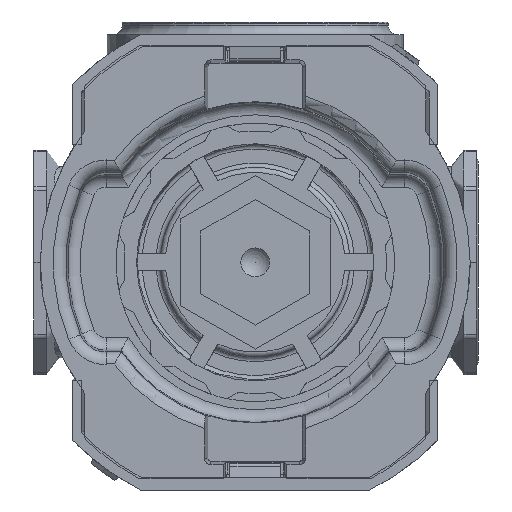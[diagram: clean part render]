
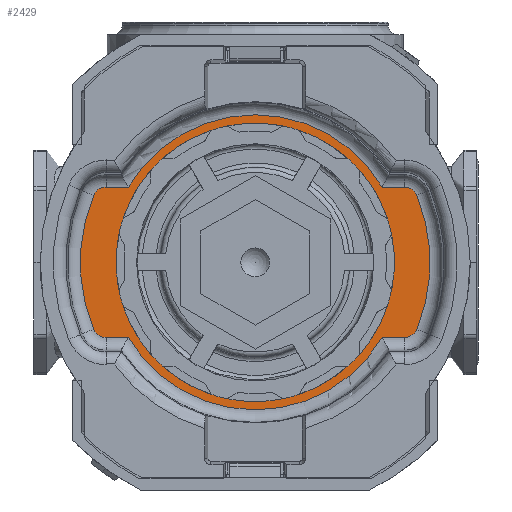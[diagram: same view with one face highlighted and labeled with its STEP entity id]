
A CAD part, front view. The second image highlights one B-rep face of the part: STEP entity #2429.
In plain terms, the highlighted planar face has unit normal (0, -1, 0).
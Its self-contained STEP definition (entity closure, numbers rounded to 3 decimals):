
#2429 = ADVANCED_FACE( '', ( #6547 ), #6548, .T. );
#6547 = FACE_OUTER_BOUND( '', #12668, .T. );
#6548 = PLANE( '', #12669 );
#12668 = EDGE_LOOP( '', ( #19911, #19912, #19913, #19914, #19915, #19916, #19917, #19918, #19919, #19920, #19921, #19922, #19923, #19924, #19925, #19926 ) );
#12669 = AXIS2_PLACEMENT_3D( '', #19927, #19928, #19929 );
#19911 = ORIENTED_EDGE( '', *, *, #37154, .F. );
#19912 = ORIENTED_EDGE( '', *, *, #37155, .T. );
#19913 = ORIENTED_EDGE( '', *, *, #37156, .F. );
#19914 = ORIENTED_EDGE( '', *, *, #37157, .T. );
#19915 = ORIENTED_EDGE( '', *, *, #37158, .T. );
#19916 = ORIENTED_EDGE( '', *, *, #37159, .T. );
#19917 = ORIENTED_EDGE( '', *, *, #37120, .T. );
#19918 = ORIENTED_EDGE( '', *, *, #37160, .F. );
#19919 = ORIENTED_EDGE( '', *, *, #37161, .T. );
#19920 = ORIENTED_EDGE( '', *, *, #36472, .T. );
#19921 = ORIENTED_EDGE( '', *, *, #37162, .T. );
#19922 = ORIENTED_EDGE( '', *, *, #37163, .F. );
#19923 = ORIENTED_EDGE( '', *, *, #37164, .F. );
#19924 = ORIENTED_EDGE( '', *, *, #37165, .F. );
#19925 = ORIENTED_EDGE( '', *, *, #37166, .F. );
#19926 = ORIENTED_EDGE( '', *, *, #37167, .T. );
#19927 = CARTESIAN_POINT( '', ( 0., 12., 0. ) );
#19928 = DIRECTION( '', ( 0., -1., 0. ) );
#19929 = DIRECTION( '', ( 0., 0., -1. ) );
#36472 = EDGE_CURVE( '', #43677, #43675, #43678, .T. );
#37120 = EDGE_CURVE( '', #44824, #44822, #44825, .T. );
#37154 = EDGE_CURVE( '', #44884, #44885, #44886, .T. );
#37155 = EDGE_CURVE( '', #44884, #44887, #44888, .T. );
#37156 = EDGE_CURVE( '', #44889, #44887, #44890, .T. );
#37157 = EDGE_CURVE( '', #44889, #44891, #44892, .T. );
#37158 = EDGE_CURVE( '', #44891, #44893, #44894, .T. );
#37159 = EDGE_CURVE( '', #44893, #44824, #44895, .T. );
#37160 = EDGE_CURVE( '', #44896, #44822, #44897, .T. );
#37161 = EDGE_CURVE( '', #44896, #43677, #44898, .T. );
#37162 = EDGE_CURVE( '', #43675, #44899, #44900, .T. );
#37163 = EDGE_CURVE( '', #44901, #44899, #44902, .T. );
#37164 = EDGE_CURVE( '', #44903, #44901, #44904, .T. );
#37165 = EDGE_CURVE( '', #44905, #44903, #44906, .T. );
#37166 = EDGE_CURVE( '', #44907, #44905, #44908, .T. );
#37167 = EDGE_CURVE( '', #44907, #44885, #44909, .T. );
#43675 = VERTEX_POINT( '', #54485 );
#43677 = VERTEX_POINT( '', #54500 );
#43678 = CIRCLE( '', #54501, 23.325 );
#44822 = VERTEX_POINT( '', #56361 );
#44824 = VERTEX_POINT( '', #56363 );
#44825 = CIRCLE( '', #56364, 2.15 );
#44884 = VERTEX_POINT( '', #56474 );
#44885 = VERTEX_POINT( '', #56475 );
#44886 = LINE( '', #56476, #56477 );
#44887 = VERTEX_POINT( '', #56478 );
#44888 = CIRCLE( '', #56479, 23.325 );
#44889 = VERTEX_POINT( '', #56480 );
#44890 = LINE( '', #56481, #56482 );
#44891 = VERTEX_POINT( '', #56483 );
#44892 = LINE( '', #56484, #56485 );
#44893 = VERTEX_POINT( '', #56486 );
#44894 = CIRCLE( '', #56487, 2.15 );
#44895 = CIRCLE( '', #56488, 27.65 );
#44896 = VERTEX_POINT( '', #56489 );
#44897 = LINE( '', #56490, #56491 );
#44898 = LINE( '', #56492, #56493 );
#44899 = VERTEX_POINT( '', #56494 );
#44900 = LINE( '', #56495, #56496 );
#44901 = VERTEX_POINT( '', #56497 );
#44902 = LINE( '', #56498, #56499 );
#44903 = VERTEX_POINT( '', #56500 );
#44904 = CIRCLE( '', #56501, 2.15 );
#44905 = VERTEX_POINT( '', #56502 );
#44906 = CIRCLE( '', #56503, 27.65 );
#44907 = VERTEX_POINT( '', #56504 );
#44908 = CIRCLE( '', #56505, 2.15 );
#44909 = LINE( '', #56506, #56507 );
#54485 = CARTESIAN_POINT( '', ( -20.067, 12., 11.89 ) );
#54500 = CARTESIAN_POINT( '', ( 20.067, 12., 11.89 ) );
#54501 = AXIS2_PLACEMENT_3D( '', #70017, #70018, #70019 );
#56361 = CARTESIAN_POINT( '', ( 23.559, 12., 11.908 ) );
#56363 = CARTESIAN_POINT( '', ( 25.545, 12., 10.581 ) );
#56364 = AXIS2_PLACEMENT_3D( '', #70901, #70902, #70903 );
#56474 = CARTESIAN_POINT( '', ( -20.067, 12., -11.89 ) );
#56475 = CARTESIAN_POINT( '', ( -23.559, 12., -11.89 ) );
#56476 = CARTESIAN_POINT( '', ( 23.559, 12., -11.89 ) );
#56477 = VECTOR( '', #70934, 1000. );
#56478 = CARTESIAN_POINT( '', ( 20.067, 12., -11.89 ) );
#56479 = AXIS2_PLACEMENT_3D( '', #70935, #70936, #70937 );
#56480 = CARTESIAN_POINT( '', ( 23.559, 12., -11.89 ) );
#56481 = CARTESIAN_POINT( '', ( 23.559, 12., -11.89 ) );
#56482 = VECTOR( '', #70938, 1000. );
#56483 = CARTESIAN_POINT( '', ( 23.559, 12., -11.908 ) );
#56484 = CARTESIAN_POINT( '', ( 23.559, 12., -9.758 ) );
#56485 = VECTOR( '', #70939, 1000. );
#56486 = CARTESIAN_POINT( '', ( 25.545, 12., -10.581 ) );
#56487 = AXIS2_PLACEMENT_3D( '', #70940, #70941, #70942 );
#56488 = AXIS2_PLACEMENT_3D( '', #70943, #70944, #70945 );
#56489 = CARTESIAN_POINT( '', ( 23.559, 12., 11.89 ) );
#56490 = CARTESIAN_POINT( '', ( 23.559, 12., 9.758 ) );
#56491 = VECTOR( '', #70946, 1000. );
#56492 = CARTESIAN_POINT( '', ( 23.559, 12., 11.89 ) );
#56493 = VECTOR( '', #70947, 1000. );
#56494 = CARTESIAN_POINT( '', ( -23.559, 12., 11.89 ) );
#56495 = CARTESIAN_POINT( '', ( 23.559, 12., 11.89 ) );
#56496 = VECTOR( '', #70948, 1000. );
#56497 = CARTESIAN_POINT( '', ( -23.559, 12., 11.908 ) );
#56498 = CARTESIAN_POINT( '', ( -23.559, 12., 11.908 ) );
#56499 = VECTOR( '', #70949, 1000. );
#56500 = CARTESIAN_POINT( '', ( -25.545, 12., 10.581 ) );
#56501 = AXIS2_PLACEMENT_3D( '', #70950, #70951, #70952 );
#56502 = CARTESIAN_POINT( '', ( -25.545, 12., -10.581 ) );
#56503 = AXIS2_PLACEMENT_3D( '', #70953, #70954, #70955 );
#56504 = CARTESIAN_POINT( '', ( -23.559, 12., -11.908 ) );
#56505 = AXIS2_PLACEMENT_3D( '', #70956, #70957, #70958 );
#56506 = CARTESIAN_POINT( '', ( -23.559, 12., -11.908 ) );
#56507 = VECTOR( '', #70959, 1000. );
#70017 = CARTESIAN_POINT( '', ( 0., 12., 0. ) );
#70018 = DIRECTION( '', ( 0., -1., 0. ) );
#70019 = DIRECTION( '', ( 0., 0., -1. ) );
#70901 = CARTESIAN_POINT( '', ( 23.559, 12., 9.758 ) );
#70902 = DIRECTION( '', ( 0., -1., 0. ) );
#70903 = DIRECTION( '', ( 0., 0., -1. ) );
#70934 = DIRECTION( '', ( -1., 0., 0. ) );
#70935 = CARTESIAN_POINT( '', ( 0., 12., 0. ) );
#70936 = DIRECTION( '', ( 0., -1., 0. ) );
#70937 = DIRECTION( '', ( 0., 0., -1. ) );
#70938 = DIRECTION( '', ( -1., 0., 0. ) );
#70939 = DIRECTION( '', ( 0., 0., -1. ) );
#70940 = CARTESIAN_POINT( '', ( 23.559, 12., -9.758 ) );
#70941 = DIRECTION( '', ( 0., -1., 0. ) );
#70942 = DIRECTION( '', ( 0., 0., -1. ) );
#70943 = CARTESIAN_POINT( '', ( 0., 12., 0. ) );
#70944 = DIRECTION( '', ( 0., -1., 0. ) );
#70945 = DIRECTION( '', ( 0., 0., -1. ) );
#70946 = DIRECTION( '', ( 0., 0., 1. ) );
#70947 = DIRECTION( '', ( -1., 0., 0. ) );
#70948 = DIRECTION( '', ( -1., 0., 0. ) );
#70949 = DIRECTION( '', ( 0., 0., -1. ) );
#70950 = CARTESIAN_POINT( '', ( -23.559, 12., 9.758 ) );
#70951 = DIRECTION( '', ( 0., 1., 0. ) );
#70952 = DIRECTION( '', ( 0., 0., 1. ) );
#70953 = CARTESIAN_POINT( '', ( 0., 12., 0. ) );
#70954 = DIRECTION( '', ( 0., 1., 0. ) );
#70955 = DIRECTION( '', ( 0., 0., 1. ) );
#70956 = CARTESIAN_POINT( '', ( -23.559, 12., -9.758 ) );
#70957 = DIRECTION( '', ( 0., 1., 0. ) );
#70958 = DIRECTION( '', ( 0., 0., 1. ) );
#70959 = DIRECTION( '', ( 0., 0., 1. ) );
